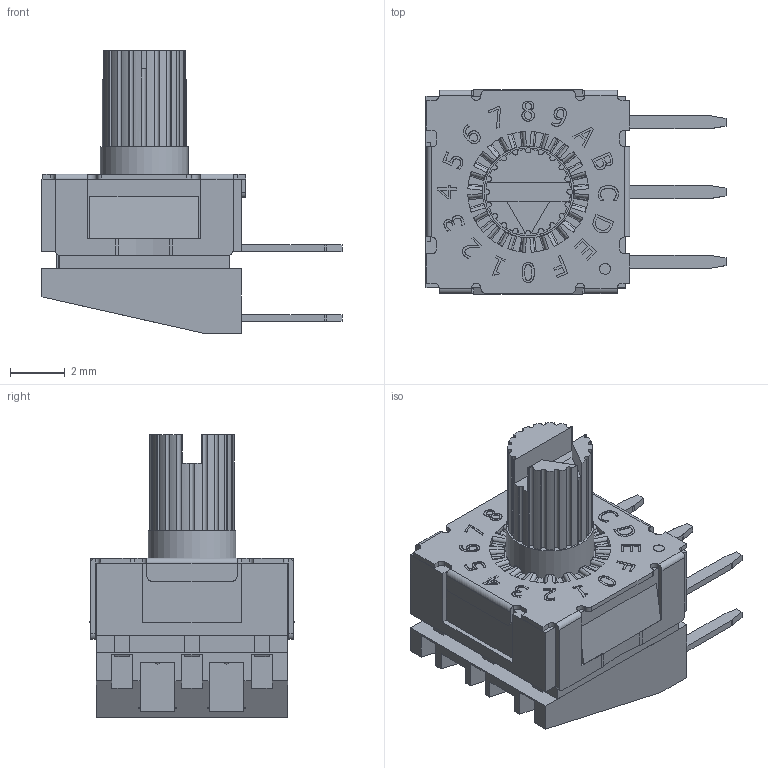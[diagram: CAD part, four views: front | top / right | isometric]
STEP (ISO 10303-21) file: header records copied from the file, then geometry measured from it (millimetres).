
FILE_DESCRIPTION(/* description */ (''),/* implementation_level */ '2;1');
FILE_NAME(/* name */ 'RDMBx16R2T.stp',/* time_stamp */ '2024-02-14T16:13:20-06:00',/* author */ ('mwilliams'),/* organization */ (''),/* preprocessor_version */ 'ST-DEVELOPER v18.1',/* originating_system */ 'Autodesk Inventor 2022',/* authorisation */ '');
FILE_SCHEMA (('AUTOMOTIVE_DESIGN { 1 0 10303 214 3 1 1 }'));
Length unit declared in the file: inch
Products named in the file (1): 100123090_Simplify_1
Bounding box: 10.92 x 7.44 x 10.3 mm (x, y, z)
Volume: 239.8 mm3; surface area: 608.5 mm2
Topology: 2 solids, 2 shells, 869 faces, 2489 edges, 1616 vertices
Faces by surface type: plane 488, cylinder 228, bspline 151, sphere 2
Full cylindrical faces by diameter (mm): 0.4 x1, 3.2 x1, 3.34 x1, 4.4 x1, 6.2 x1, 6.3 x1
Entity records: 29927 total; most frequent: CARTESIAN_POINT 8088, ORIENTED_EDGE 4974, DIRECTION 3881, EDGE_CURVE 2487, LINE 1671, VECTOR 1671, VERTEX_POINT 1616, AXIS2_PLACEMENT_3D 1105
